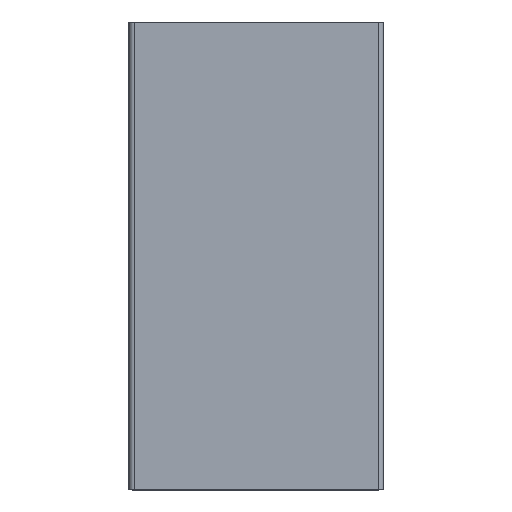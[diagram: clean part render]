
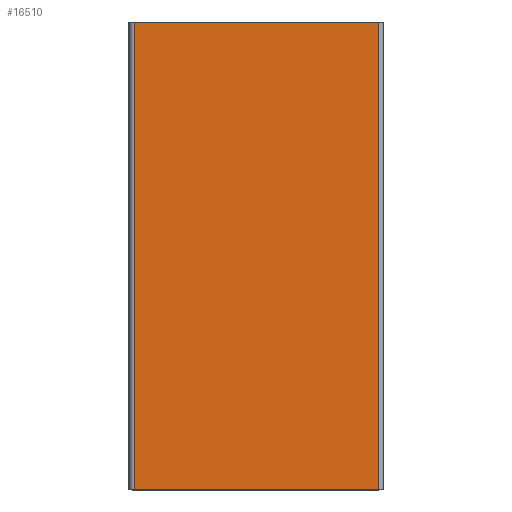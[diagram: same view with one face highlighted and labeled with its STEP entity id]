
A CAD part, top view. The second image highlights one B-rep face of the part: STEP entity #16510.
In plain terms, the highlighted face is planar.
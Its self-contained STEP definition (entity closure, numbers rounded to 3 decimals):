
#76 = DIRECTION ( 'NONE',  ( 0., 0., 1. ) ) ;
#1061 = EDGE_CURVE ( 'NONE', #16593, #16725, #6225, .T. ) ;
#1163 = EDGE_CURVE ( 'NONE', #16725, #10561, #14264, .T. ) ;
#1221 = EDGE_CURVE ( 'NONE', #10561, #16048, #13417, .T. ) ;
#1247 = EDGE_CURVE ( 'NONE', #16048, #16593, #13387, .T. ) ;
#2175 = CARTESIAN_POINT ( 'NONE',  ( -1.782, -42.751, 0. ) ) ;
#2233 = ORIENTED_EDGE ( 'NONE', *, *, #1061, .T. ) ;
#2692 = ORIENTED_EDGE ( 'NONE', *, *, #1163, .T. ) ;
#2836 = DIRECTION ( 'NONE',  ( 0., 0., 1. ) ) ;
#4889 = FACE_OUTER_BOUND ( 'NONE', #5070, .T. ) ;
#5070 = EDGE_LOOP ( 'NONE', ( #15826, #17310, #2233, #2692 ) ) ;
#6225 = LINE ( 'NONE', #10133, #14997 ) ;
#8332 = DIRECTION ( 'NONE',  ( -1., 0., 0. ) ) ;
#8578 = CARTESIAN_POINT ( 'NONE',  ( -1.782, 61.751, 0. ) ) ;
#8623 = VECTOR ( 'NONE', #2836, 1000. ) ;
#8859 = CARTESIAN_POINT ( 'NONE',  ( -1.782, -42.751, 0. ) ) ;
#10133 = CARTESIAN_POINT ( 'NONE',  ( -1.782, 9.8, 0. ) ) ;
#10209 = DIRECTION ( 'NONE',  ( 0., -1., 0. ) ) ;
#10561 = VERTEX_POINT ( 'NONE', #13857 ) ;
#10999 = PLANE ( 'NONE',  #17013 ) ;
#12192 = CARTESIAN_POINT ( 'NONE',  ( -1.782, 61.751, 0. ) ) ;
#13316 = VECTOR ( 'NONE', #13524, 1000. ) ;
#13387 = LINE ( 'NONE', #12192, #13316 ) ;
#13417 = LINE ( 'NONE', #14950, #16341 ) ;
#13524 = DIRECTION ( 'NONE',  ( 0., 0., -1. ) ) ;
#13717 = DIRECTION ( 'NONE',  ( 0., 1., 0. ) ) ;
#13857 = CARTESIAN_POINT ( 'NONE',  ( -1.782, -42.751, 200. ) ) ;
#14264 = LINE ( 'NONE', #2175, #8623 ) ;
#14950 = CARTESIAN_POINT ( 'NONE',  ( -1.782, 9.8, 200. ) ) ;
#14997 = VECTOR ( 'NONE', #10209, 1000. ) ;
#15529 = CARTESIAN_POINT ( 'NONE',  ( -1.782, 61.751, 200. ) ) ;
#15826 = ORIENTED_EDGE ( 'NONE', *, *, #1221, .T. ) ;
#16048 = VERTEX_POINT ( 'NONE', #15529 ) ;
#16341 = VECTOR ( 'NONE', #13717, 1000. ) ;
#16510 = ADVANCED_FACE ( 'NONE', ( #4889 ), #10999, .T. ) ;
#16593 = VERTEX_POINT ( 'NONE', #8578 ) ;
#16725 = VERTEX_POINT ( 'NONE', #8859 ) ;
#16846 = CARTESIAN_POINT ( 'NONE',  ( -1.782, 9.8, 0. ) ) ;
#17013 = AXIS2_PLACEMENT_3D ( 'NONE', #16846, #8332, #76 ) ;
#17310 = ORIENTED_EDGE ( 'NONE', *, *, #1247, .T. ) ;
